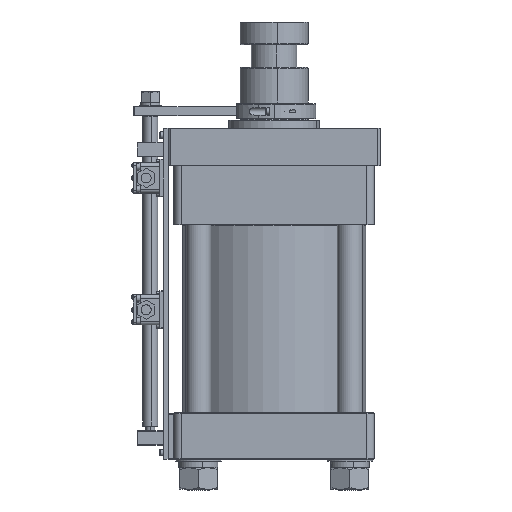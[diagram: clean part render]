
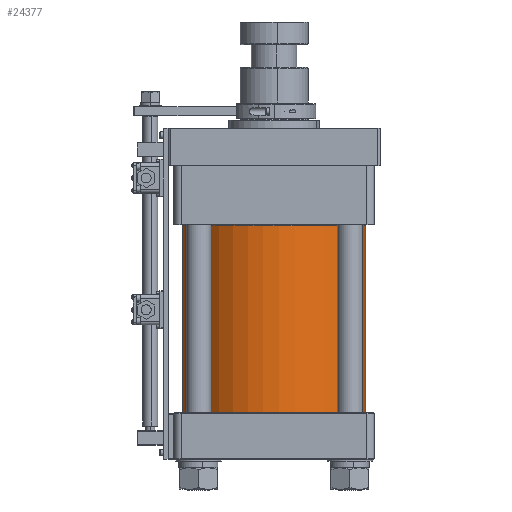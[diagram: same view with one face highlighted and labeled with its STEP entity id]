
A CAD part, left-side view. The second image highlights one B-rep face of the part: STEP entity #24377.
In plain terms, the highlighted cylindrical face has radius 121 mm (diameter 242 mm), a partial arc.
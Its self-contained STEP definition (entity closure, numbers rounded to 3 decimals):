
#297 = VERTEX_POINT ( 'NONE', #48569 ) ;
#303 = ORIENTED_EDGE ( 'NONE', *, *, #1381, .F. ) ;
#313 = EDGE_CURVE ( 'NONE', #56780, #297, #48614, .T. ) ;
#654 = VERTEX_POINT ( 'NONE', #49918 ) ;
#656 = ORIENTED_EDGE ( 'NONE', *, *, #8922, .F. ) ;
#1381 = EDGE_CURVE ( 'NONE', #654, #297, #3598, .T. ) ;
#3598 = CIRCLE ( 'NONE', #3620, 121. ) ;
#3612 = CARTESIAN_POINT ( 'NONE',  ( 6361.127, -17369.164, 0. ) ) ;
#3620 = AXIS2_PLACEMENT_3D ( 'NONE', #3612, #3640, #3639 ) ;
#3639 = DIRECTION ( 'NONE',  ( 0., 0., 1. ) ) ;
#3640 = DIRECTION ( 'NONE',  ( -1., 0., 0. ) ) ;
#5725 = DIRECTION ( 'NONE',  ( -1., 0., 0. ) ) ;
#5726 = VECTOR ( 'NONE', #5725, 1000. ) ;
#5727 = CARTESIAN_POINT ( 'NONE',  ( 6352.458, -17369.164, 121. ) ) ;
#5728 = LINE ( 'NONE', #5727, #5726 ) ;
#6840 = CARTESIAN_POINT ( 'NONE',  ( 6352.458, -17369.164, 0. ) ) ;
#6846 = DIRECTION ( 'NONE',  ( -1., 0., 0. ) ) ;
#6870 = FACE_OUTER_BOUND ( 'NONE', #46643, .T. ) ;
#6890 = DIRECTION ( 'NONE',  ( 0., 0., 1. ) ) ;
#6895 = AXIS2_PLACEMENT_3D ( 'NONE', #6840, #6846, #6890 ) ;
#6903 = CYLINDRICAL_SURFACE ( 'NONE', #6895, 121. ) ;
#8922 = EDGE_CURVE ( 'NONE', #44815, #654, #5728, .T. ) ;
#24377 = ADVANCED_FACE ( 'NONE', ( #6870 ), #6903, .T. ) ;
#31753 = CARTESIAN_POINT ( 'NONE',  ( 6608.127, -17369.164, 121. ) ) ;
#31899 = AXIS2_PLACEMENT_3D ( 'NONE', #31944, #31942, #31940 ) ;
#31940 = DIRECTION ( 'NONE',  ( 0., 0., 1. ) ) ;
#31942 = DIRECTION ( 'NONE',  ( -1., 0., 0. ) ) ;
#31944 = CARTESIAN_POINT ( 'NONE',  ( 6608.127, -17369.164, 0. ) ) ;
#31974 = CIRCLE ( 'NONE', #31899, 121. ) ;
#38290 = CARTESIAN_POINT ( 'NONE',  ( 6608.127, -17369.164, -121. ) ) ;
#44815 = VERTEX_POINT ( 'NONE', #31753 ) ;
#44923 = EDGE_CURVE ( 'NONE', #44815, #56780, #31974, .T. ) ;
#46643 = EDGE_LOOP ( 'NONE', ( #57411, #56647, #303, #656 ) ) ;
#48569 = CARTESIAN_POINT ( 'NONE',  ( 6361.127, -17369.164, -121. ) ) ;
#48606 = VECTOR ( 'NONE', #48609, 1000. ) ;
#48609 = DIRECTION ( 'NONE',  ( -1., 0., 0. ) ) ;
#48610 = CARTESIAN_POINT ( 'NONE',  ( 6352.458, -17369.164, -121. ) ) ;
#48614 = LINE ( 'NONE', #48610, #48606 ) ;
#49918 = CARTESIAN_POINT ( 'NONE',  ( 6361.127, -17369.164, 121. ) ) ;
#56647 = ORIENTED_EDGE ( 'NONE', *, *, #313, .T. ) ;
#56780 = VERTEX_POINT ( 'NONE', #38290 ) ;
#57411 = ORIENTED_EDGE ( 'NONE', *, *, #44923, .T. ) ;
